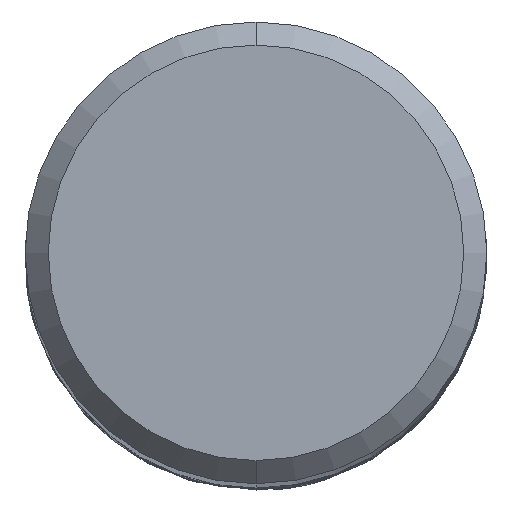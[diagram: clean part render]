
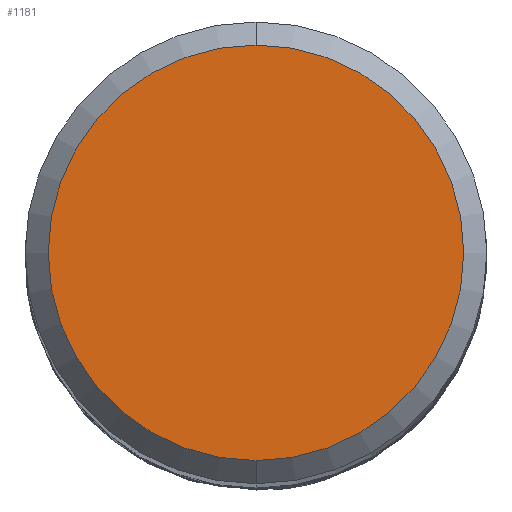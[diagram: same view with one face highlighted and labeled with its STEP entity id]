
A CAD part, top view. The second image highlights one B-rep face of the part: STEP entity #1181.
In plain terms, the highlighted planar face has unit normal (0, 0, 1).
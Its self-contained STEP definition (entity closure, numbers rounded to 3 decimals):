
#851=VERTEX_POINT('',#2043);
#853=EDGE_CURVE('',#851,#907,#2045,.T.);
#907=VERTEX_POINT('',#2106);
#1181=ADVANCED_FACE('',(#2405),#2406,.T.);
#1553=EDGE_CURVE('',#907,#851,#2815,.T.);
#2043=CARTESIAN_POINT('',(0.0,3.6,0.0));
#2045=CIRCLE('',#5614,3.6);
#2106=CARTESIAN_POINT('',(0.,-3.6,0.0));
#2405=FACE_OUTER_BOUND('',#9942,.T.);
#2406=PLANE('',#9943);
#2815=CIRCLE('',#14978,3.6);
#5614=AXIS2_PLACEMENT_3D('',#17568,#17569,#17570);
#9942=EDGE_LOOP('',(#17933,#17934));
#9943=AXIS2_PLACEMENT_3D('',#17935,#17936,#17937);
#14978=AXIS2_PLACEMENT_3D('',#18342,#18343,#18344);
#17568=CARTESIAN_POINT('',(0.0,0.0,0.0));
#17569=DIRECTION('',(0.0,0.0,-1.0));
#17570=DIRECTION('',(0.0,1.0,0.0));
#17933=ORIENTED_EDGE('',*,*,#853,.F.);
#17934=ORIENTED_EDGE('',*,*,#1553,.F.);
#17935=CARTESIAN_POINT('',(0.0,1.8,0.0));
#17936=DIRECTION('',(-0.0,0.0,1.0));
#17937=DIRECTION('',(0.0,-1.0,0.0));
#18342=CARTESIAN_POINT('',(0.0,0.0,0.0));
#18343=DIRECTION('',(0.0,0.0,-1.0));
#18344=DIRECTION('',(0.0,1.0,0.0));
